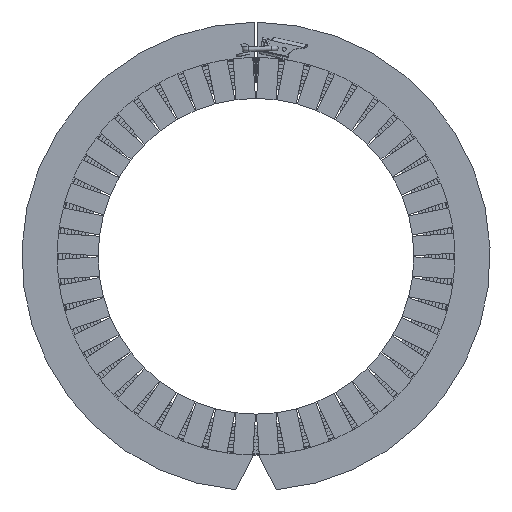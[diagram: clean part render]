
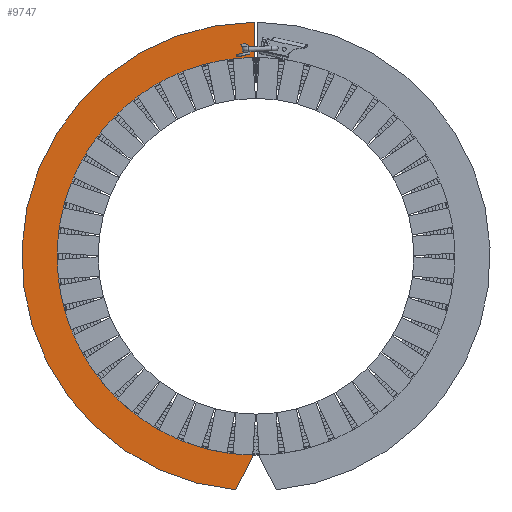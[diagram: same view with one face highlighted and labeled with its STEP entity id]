
A CAD part, top view. The second image highlights one B-rep face of the part: STEP entity #9747.
In plain terms, the highlighted planar face has unit normal (0, 0, 1).
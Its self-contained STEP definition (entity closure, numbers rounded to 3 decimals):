
#9611=CARTESIAN_POINT('',(-2.,-139.986,-26.95));
#9612=VERTEX_POINT('',#9611);
#9619=CARTESIAN_POINT('',(-14.168,-164.391,-26.95));
#9620=VERTEX_POINT('',#9619);
#9621=CARTESIAN_POINT('',(-14.168,-164.391,-26.95));
#9622=DIRECTION('',(0.446,0.895,0.0));
#9623=VECTOR('',#9622,27.27);
#9624=LINE('',#9621,#9623);
#9625=EDGE_CURVE('',#9620,#9612,#9624,.T.);
#9650=CARTESIAN_POINT('',(-1.,139.996,-26.95));
#9651=VERTEX_POINT('',#9650);
#9658=CARTESIAN_POINT('',(0.0,0.0,-26.95));
#9659=DIRECTION('',(0.0,0.0,-1.0));
#9660=DIRECTION('',(-0.014,-1.,0.0));
#9661=AXIS2_PLACEMENT_3D('',#9658,#9659,#9660);
#9662=CIRCLE('',#9661,140.0);
#9663=EDGE_CURVE('',#9612,#9651,#9662,.T.);
#9682=CARTESIAN_POINT('',(-1.,164.997,-26.95));
#9683=VERTEX_POINT('',#9682);
#9690=CARTESIAN_POINT('',(-1.,139.996,-26.95));
#9691=DIRECTION('',(0.0,1.0,0.0));
#9692=VECTOR('',#9691,25.001);
#9693=LINE('',#9690,#9692);
#9694=EDGE_CURVE('',#9651,#9683,#9693,.T.);
#9713=CARTESIAN_POINT('',(0.0,0.0,-26.95));
#9714=DIRECTION('',(0.0,0.0,1.0));
#9715=DIRECTION('',(0.086,0.996,0.0));
#9716=AXIS2_PLACEMENT_3D('',#9713,#9714,#9715);
#9717=CIRCLE('',#9716,165.);
#9718=EDGE_CURVE('',#9683,#9620,#9717,.T.);
#9736=CARTESIAN_POINT('',(-85.683,1.776,-26.95));
#9737=DIRECTION('',(0.0,0.0,-1.0));
#9738=DIRECTION('',(-1.0,0.0,0.0));
#9739=AXIS2_PLACEMENT_3D('',#9736,#9737,#9738);
#9740=PLANE('',#9739);
#9741=ORIENTED_EDGE('',*,*,#9718,.T.);
#9742=ORIENTED_EDGE('',*,*,#9625,.T.);
#9743=ORIENTED_EDGE('',*,*,#9663,.T.);
#9744=ORIENTED_EDGE('',*,*,#9694,.T.);
#9745=EDGE_LOOP('',(#9741,#9742,#9743,#9744));
#9746=FACE_OUTER_BOUND('',#9745,.T.);
#9747=ADVANCED_FACE('',(#9746),#9740,.F.);
